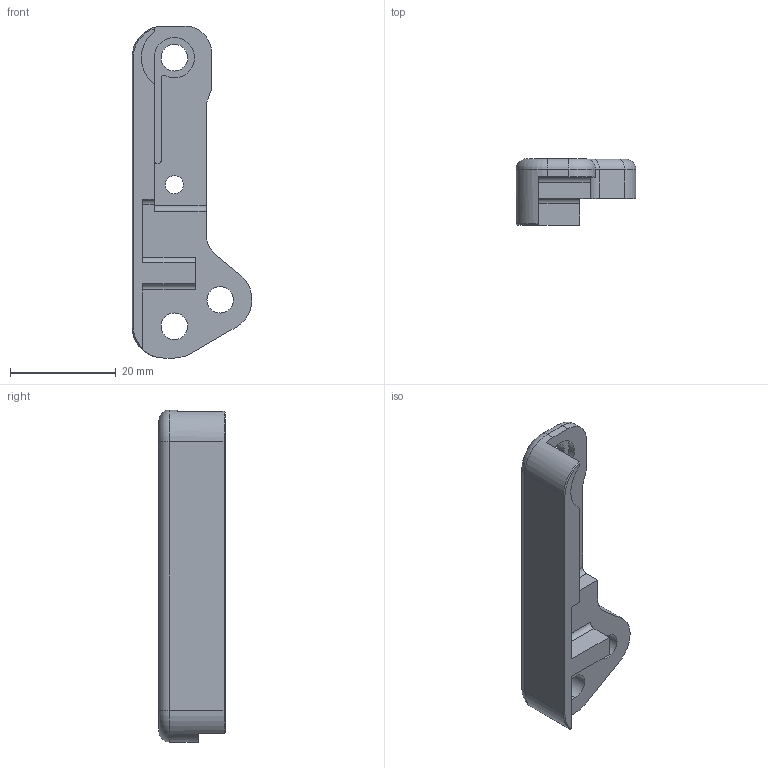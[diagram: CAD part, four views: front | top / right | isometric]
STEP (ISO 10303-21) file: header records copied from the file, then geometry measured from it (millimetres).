
FILE_DESCRIPTION (( 'STEP AP214' ), '1' );
FILE_NAME ('镜向欠驱动杆-镜像.STEP', '2026-01-12T07:02:59', ( '' ), ( '' ), 'SwSTEP 2.0', 'SolidWorks 2025', '' );
FILE_SCHEMA (( 'AUTOMOTIVE_DESIGN' ));
Length unit declared in the file: millimetre
Products named in the file (1): 镜向欠驱动杆-镜像
Bounding box: 22.66 x 12.5 x 62.75 mm (x, y, z)
Volume: 6166.1 mm3; surface area: 3954.9 mm2
Topology: 1 solids, 1 shells, 71 faces, 187 edges, 119 vertices
Faces by surface type: cylinder 36, plane 26, torus 7, cone 2
Entity records: 2247 total; most frequent: DIRECTION 409, CARTESIAN_POINT 387, ORIENTED_EDGE 374, EDGE_CURVE 187, AXIS2_PLACEMENT_3D 153, VERTEX_POINT 119, VECTOR 103, LINE 103
